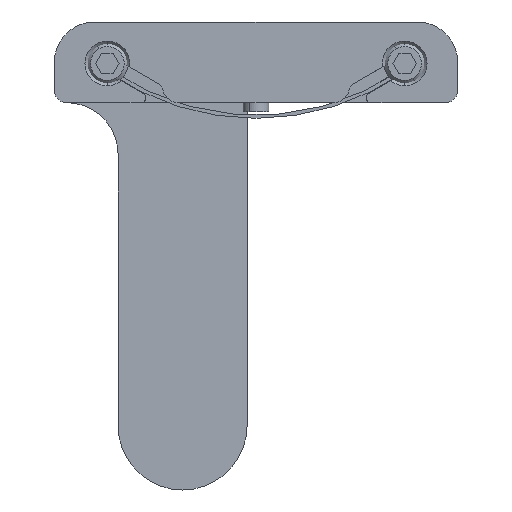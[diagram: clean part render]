
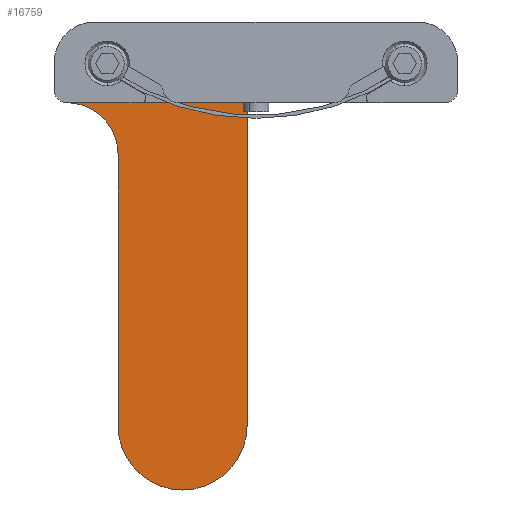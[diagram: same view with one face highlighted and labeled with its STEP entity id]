
A CAD part, left-side view. The second image highlights one B-rep face of the part: STEP entity #16759.
In plain terms, the highlighted face is planar.
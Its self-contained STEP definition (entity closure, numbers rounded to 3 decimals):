
#14212 = PLANE('',#14213);
#14213 = AXIS2_PLACEMENT_3D('',#14214,#14215,#14216);
#14214 = CARTESIAN_POINT('',(-12.5,11.,-7.));
#14215 = DIRECTION('',(0.,1.,0.));
#14216 = DIRECTION('',(-1.,0.,0.));
#15543 = PLANE('',#15544);
#15544 = AXIS2_PLACEMENT_3D('',#15545,#15546,#15547);
#15545 = CARTESIAN_POINT('',(-0.55,11.,-12.2));
#15546 = DIRECTION('',(-1.,0.,0.));
#15547 = DIRECTION('',(0.,-1.,0.));
#15594 = PLANE('',#15595);
#15595 = AXIS2_PLACEMENT_3D('',#15596,#15597,#15598);
#15596 = CARTESIAN_POINT('',(-8.55,11.,-12.2));
#15597 = DIRECTION('',(1.,0.,0.));
#15598 = DIRECTION('',(0.,1.,0.));
#15714 = VERTEX_POINT('',#15715);
#15715 = CARTESIAN_POINT('',(-11.725,11.,-7.));
#15729 = CYLINDRICAL_SURFACE('',#15730,3.175);
#15730 = AXIS2_PLACEMENT_3D('',#15731,#15732,#15733);
#15731 = CARTESIAN_POINT('',(-11.725,7.825,-7.));
#15732 = DIRECTION('',(0.,0.,-1.));
#15733 = DIRECTION('',(0.,1.,0.));
#15741 = EDGE_CURVE('',#15742,#15714,#15744,.T.);
#15742 = VERTEX_POINT('',#15743);
#15743 = CARTESIAN_POINT('',(-0.55,11.,-7.));
#15744 = SURFACE_CURVE('',#15745,(#15749,#15756),.PCURVE_S1.);
#15745 = LINE('',#15746,#15747);
#15746 = CARTESIAN_POINT('',(-12.5,11.,-7.));
#15747 = VECTOR('',#15748,1.);
#15748 = DIRECTION('',(-1.,0.,0.));
#15749 = PCURVE('',#14212,#15750);
#15750 = DEFINITIONAL_REPRESENTATION('',(#15751),#15755);
#15751 = LINE('',#15752,#15753);
#15752 = CARTESIAN_POINT('',(-0.,0.));
#15753 = VECTOR('',#15754,1.);
#15754 = DIRECTION('',(1.,0.));
#15755 = ( GEOMETRIC_REPRESENTATION_CONTEXT(2) 
PARAMETRIC_REPRESENTATION_CONTEXT() REPRESENTATION_CONTEXT('2D SPACE',''
  ) );
#15756 = PCURVE('',#15757,#15762);
#15757 = PLANE('',#15758);
#15758 = AXIS2_PLACEMENT_3D('',#15759,#15760,#15761);
#15759 = CARTESIAN_POINT('',(-12.5,-13.,-7.));
#15760 = DIRECTION('',(0.,0.,1.));
#15761 = DIRECTION('',(0.,-1.,0.));
#15762 = DEFINITIONAL_REPRESENTATION('',(#15763),#15767);
#15763 = LINE('',#15764,#15765);
#15764 = CARTESIAN_POINT('',(-24.,0.));
#15765 = VECTOR('',#15766,1.);
#15766 = DIRECTION('',(0.,-1.));
#15767 = ( GEOMETRIC_REPRESENTATION_CONTEXT(2) 
PARAMETRIC_REPRESENTATION_CONTEXT() REPRESENTATION_CONTEXT('2D SPACE',''
  ) );
#16672 = CYLINDRICAL_SURFACE('',#16673,4.);
#16673 = AXIS2_PLACEMENT_3D('',#16674,#16675,#16676);
#16674 = CARTESIAN_POINT('',(-4.55,-9.,0.));
#16675 = DIRECTION('',(0.,0.,1.));
#16676 = DIRECTION('',(0.,-1.,0.));
#16705 = CYLINDRICAL_SURFACE('',#16706,4.);
#16706 = AXIS2_PLACEMENT_3D('',#16707,#16708,#16709);
#16707 = CARTESIAN_POINT('',(-4.55,-9.,-12.2));
#16708 = DIRECTION('',(0.,0.,1.));
#16709 = DIRECTION('',(0.,-1.,0.));
#16759 = ADVANCED_FACE('',(#16760),#15757,.T.);
#16760 = FACE_BOUND('',#16761,.T.);
#16761 = EDGE_LOOP('',(#16762,#16787,#16811,#16835,#16856,#16857));
#16762 = ORIENTED_EDGE('',*,*,#16763,.F.);
#16763 = EDGE_CURVE('',#16764,#16766,#16768,.T.);
#16764 = VERTEX_POINT('',#16765);
#16765 = CARTESIAN_POINT('',(-8.55,-9.,-7.));
#16766 = VERTEX_POINT('',#16767);
#16767 = CARTESIAN_POINT('',(-8.55,7.825,-7.));
#16768 = SURFACE_CURVE('',#16769,(#16773,#16780),.PCURVE_S1.);
#16769 = LINE('',#16770,#16771);
#16770 = CARTESIAN_POINT('',(-8.55,11.,-7.));
#16771 = VECTOR('',#16772,1.);
#16772 = DIRECTION('',(0.,1.,0.));
#16773 = PCURVE('',#15757,#16774);
#16774 = DEFINITIONAL_REPRESENTATION('',(#16775),#16779);
#16775 = LINE('',#16776,#16777);
#16776 = CARTESIAN_POINT('',(-24.,3.95));
#16777 = VECTOR('',#16778,1.);
#16778 = DIRECTION('',(-1.,0.));
#16779 = ( GEOMETRIC_REPRESENTATION_CONTEXT(2) 
PARAMETRIC_REPRESENTATION_CONTEXT() REPRESENTATION_CONTEXT('2D SPACE',''
  ) );
#16780 = PCURVE('',#15594,#16781);
#16781 = DEFINITIONAL_REPRESENTATION('',(#16782),#16786);
#16782 = LINE('',#16783,#16784);
#16783 = CARTESIAN_POINT('',(0.,5.2));
#16784 = VECTOR('',#16785,1.);
#16785 = DIRECTION('',(1.,0.));
#16786 = ( GEOMETRIC_REPRESENTATION_CONTEXT(2) 
PARAMETRIC_REPRESENTATION_CONTEXT() REPRESENTATION_CONTEXT('2D SPACE',''
  ) );
#16787 = ORIENTED_EDGE('',*,*,#16788,.T.);
#16788 = EDGE_CURVE('',#16764,#16789,#16791,.T.);
#16789 = VERTEX_POINT('',#16790);
#16790 = CARTESIAN_POINT('',(-4.55,-13.,-7.));
#16791 = SURFACE_CURVE('',#16792,(#16797,#16804),.PCURVE_S1.);
#16792 = CIRCLE('',#16793,4.);
#16793 = AXIS2_PLACEMENT_3D('',#16794,#16795,#16796);
#16794 = CARTESIAN_POINT('',(-4.55,-9.,-7.));
#16795 = DIRECTION('',(0.,0.,1.));
#16796 = DIRECTION('',(0.,-1.,0.));
#16797 = PCURVE('',#15757,#16798);
#16798 = DEFINITIONAL_REPRESENTATION('',(#16799),#16803);
#16799 = CIRCLE('',#16800,4.);
#16800 = AXIS2_PLACEMENT_2D('',#16801,#16802);
#16801 = CARTESIAN_POINT('',(-4.,7.95));
#16802 = DIRECTION('',(1.,0.));
#16803 = ( GEOMETRIC_REPRESENTATION_CONTEXT(2) 
PARAMETRIC_REPRESENTATION_CONTEXT() REPRESENTATION_CONTEXT('2D SPACE',''
  ) );
#16804 = PCURVE('',#16705,#16805);
#16805 = DEFINITIONAL_REPRESENTATION('',(#16806),#16810);
#16806 = LINE('',#16807,#16808);
#16807 = CARTESIAN_POINT('',(0.,5.2));
#16808 = VECTOR('',#16809,1.);
#16809 = DIRECTION('',(1.,0.));
#16810 = ( GEOMETRIC_REPRESENTATION_CONTEXT(2) 
PARAMETRIC_REPRESENTATION_CONTEXT() REPRESENTATION_CONTEXT('2D SPACE',''
  ) );
#16811 = ORIENTED_EDGE('',*,*,#16812,.T.);
#16812 = EDGE_CURVE('',#16789,#16813,#16815,.T.);
#16813 = VERTEX_POINT('',#16814);
#16814 = CARTESIAN_POINT('',(-0.55,-9.,-7.));
#16815 = SURFACE_CURVE('',#16816,(#16821,#16828),.PCURVE_S1.);
#16816 = CIRCLE('',#16817,4.);
#16817 = AXIS2_PLACEMENT_3D('',#16818,#16819,#16820);
#16818 = CARTESIAN_POINT('',(-4.55,-9.,-7.));
#16819 = DIRECTION('',(0.,0.,1.));
#16820 = DIRECTION('',(0.,-1.,0.));
#16821 = PCURVE('',#15757,#16822);
#16822 = DEFINITIONAL_REPRESENTATION('',(#16823),#16827);
#16823 = CIRCLE('',#16824,4.);
#16824 = AXIS2_PLACEMENT_2D('',#16825,#16826);
#16825 = CARTESIAN_POINT('',(-4.,7.95));
#16826 = DIRECTION('',(1.,0.));
#16827 = ( GEOMETRIC_REPRESENTATION_CONTEXT(2) 
PARAMETRIC_REPRESENTATION_CONTEXT() REPRESENTATION_CONTEXT('2D SPACE',''
  ) );
#16828 = PCURVE('',#16672,#16829);
#16829 = DEFINITIONAL_REPRESENTATION('',(#16830),#16834);
#16830 = LINE('',#16831,#16832);
#16831 = CARTESIAN_POINT('',(0.,-7.));
#16832 = VECTOR('',#16833,1.);
#16833 = DIRECTION('',(1.,0.));
#16834 = ( GEOMETRIC_REPRESENTATION_CONTEXT(2) 
PARAMETRIC_REPRESENTATION_CONTEXT() REPRESENTATION_CONTEXT('2D SPACE',''
  ) );
#16835 = ORIENTED_EDGE('',*,*,#16836,.F.);
#16836 = EDGE_CURVE('',#15742,#16813,#16837,.T.);
#16837 = SURFACE_CURVE('',#16838,(#16842,#16849),.PCURVE_S1.);
#16838 = LINE('',#16839,#16840);
#16839 = CARTESIAN_POINT('',(-0.55,11.,-7.));
#16840 = VECTOR('',#16841,1.);
#16841 = DIRECTION('',(0.,-1.,0.));
#16842 = PCURVE('',#15757,#16843);
#16843 = DEFINITIONAL_REPRESENTATION('',(#16844),#16848);
#16844 = LINE('',#16845,#16846);
#16845 = CARTESIAN_POINT('',(-24.,11.95));
#16846 = VECTOR('',#16847,1.);
#16847 = DIRECTION('',(1.,0.));
#16848 = ( GEOMETRIC_REPRESENTATION_CONTEXT(2) 
PARAMETRIC_REPRESENTATION_CONTEXT() REPRESENTATION_CONTEXT('2D SPACE',''
  ) );
#16849 = PCURVE('',#15543,#16850);
#16850 = DEFINITIONAL_REPRESENTATION('',(#16851),#16855);
#16851 = LINE('',#16852,#16853);
#16852 = CARTESIAN_POINT('',(0.,5.2));
#16853 = VECTOR('',#16854,1.);
#16854 = DIRECTION('',(1.,0.));
#16855 = ( GEOMETRIC_REPRESENTATION_CONTEXT(2) 
PARAMETRIC_REPRESENTATION_CONTEXT() REPRESENTATION_CONTEXT('2D SPACE',''
  ) );
#16856 = ORIENTED_EDGE('',*,*,#15741,.T.);
#16857 = ORIENTED_EDGE('',*,*,#16858,.T.);
#16858 = EDGE_CURVE('',#15714,#16766,#16859,.T.);
#16859 = SURFACE_CURVE('',#16860,(#16865,#16876),.PCURVE_S1.);
#16860 = CIRCLE('',#16861,3.175);
#16861 = AXIS2_PLACEMENT_3D('',#16862,#16863,#16864);
#16862 = CARTESIAN_POINT('',(-11.725,7.825,-7.));
#16863 = DIRECTION('',(0.,0.,-1.));
#16864 = DIRECTION('',(0.,-1.,0.));
#16865 = PCURVE('',#15757,#16866);
#16866 = DEFINITIONAL_REPRESENTATION('',(#16867),#16875);
#16867 = ( BOUNDED_CURVE() B_SPLINE_CURVE(2,(#16868,#16869,#16870,#16871
    ,#16872,#16873,#16874),.UNSPECIFIED.,.T.,.F.) 
B_SPLINE_CURVE_WITH_KNOTS((1,2,2,2,2,1),(-2.094,0.,
    2.094,4.189,6.283,8.378),
.UNSPECIFIED.) CURVE() GEOMETRIC_REPRESENTATION_ITEM() 
RATIONAL_B_SPLINE_CURVE((1.,0.5,1.,0.5,1.,0.5,1.)) REPRESENTATION_ITEM(
  '') );
#16868 = CARTESIAN_POINT('',(-17.65,0.775));
#16869 = CARTESIAN_POINT('',(-17.65,-4.724));
#16870 = CARTESIAN_POINT('',(-22.413,-1.975));
#16871 = CARTESIAN_POINT('',(-27.175,0.775));
#16872 = CARTESIAN_POINT('',(-22.413,3.525));
#16873 = CARTESIAN_POINT('',(-17.65,6.274));
#16874 = CARTESIAN_POINT('',(-17.65,0.775));
#16875 = ( GEOMETRIC_REPRESENTATION_CONTEXT(2) 
PARAMETRIC_REPRESENTATION_CONTEXT() REPRESENTATION_CONTEXT('2D SPACE',''
  ) );
#16876 = PCURVE('',#15729,#16877);
#16877 = DEFINITIONAL_REPRESENTATION('',(#16878),#16882);
#16878 = LINE('',#16879,#16880);
#16879 = CARTESIAN_POINT('',(-3.142,0.));
#16880 = VECTOR('',#16881,1.);
#16881 = DIRECTION('',(1.,0.));
#16882 = ( GEOMETRIC_REPRESENTATION_CONTEXT(2) 
PARAMETRIC_REPRESENTATION_CONTEXT() REPRESENTATION_CONTEXT('2D SPACE',''
  ) );
